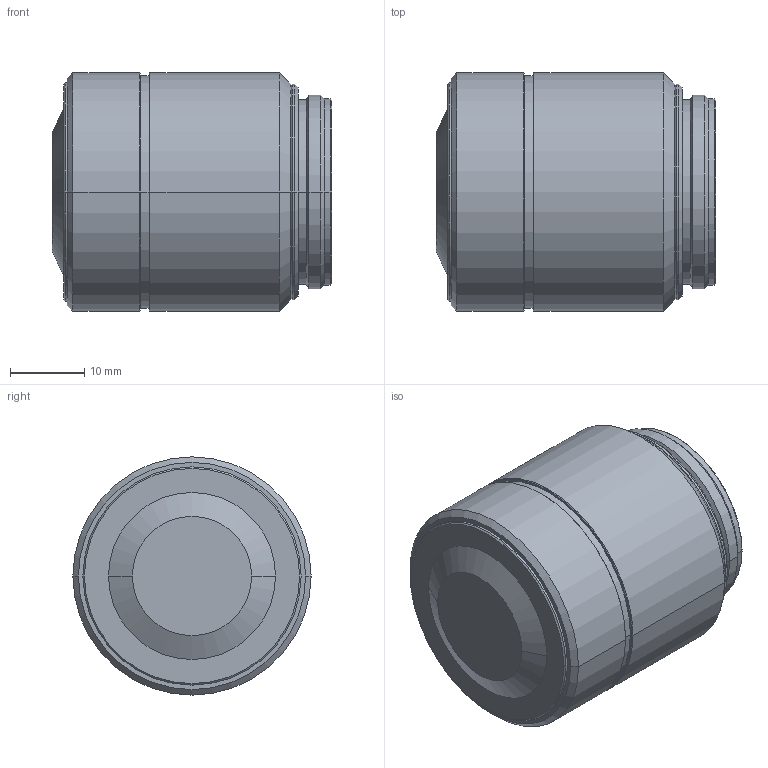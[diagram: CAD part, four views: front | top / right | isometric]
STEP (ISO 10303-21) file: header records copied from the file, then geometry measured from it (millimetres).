
FILE_DESCRIPTION (( 'STEP AP203' ), '1' );
FILE_NAME ('690089.step', '2025-04-14T08:41:01', ( 'MSI' ), ( '' ), 'SwSTEP 2.0', 'SolidWorks 2020', '' );
FILE_SCHEMA (( 'CONFIG_CONTROL_DESIGN' ));
Length unit declared in the file: millimetre
Products named in the file (3): 690089; 690089.stp; MPLFLN5XBD.stp
Assembly tree (2 placements, depth 3):
  690089
    690089.stp
      MPLFLN5XBD.stp
Bounding box: 37.5 x 32 x 32 mm (x, y, z)
Volume: 27638.6 mm3; surface area: 5100.5 mm2
Topology: 1 solids, 1 shells, 46 faces, 90 edges, 52 vertices
Faces by surface type: cone 22, cylinder 16, plane 8
Entity records: 1483 total; most frequent: DIRECTION 246, CARTESIAN_POINT 194, ORIENTED_EDGE 180, AXIS2_PLACEMENT_3D 104, EDGE_CURVE 90, VERTEX_POINT 52, CIRCLE 52, EDGE_LOOP 52
